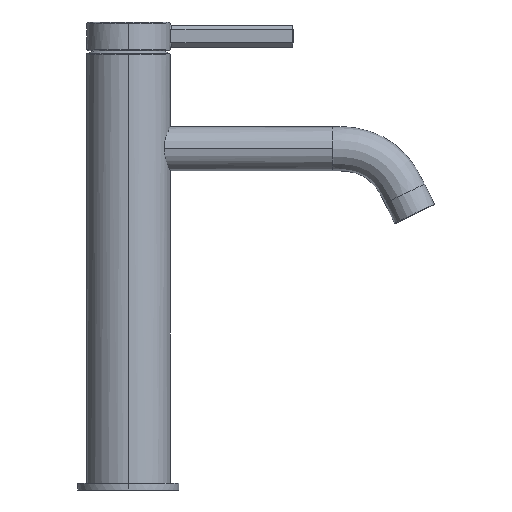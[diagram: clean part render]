
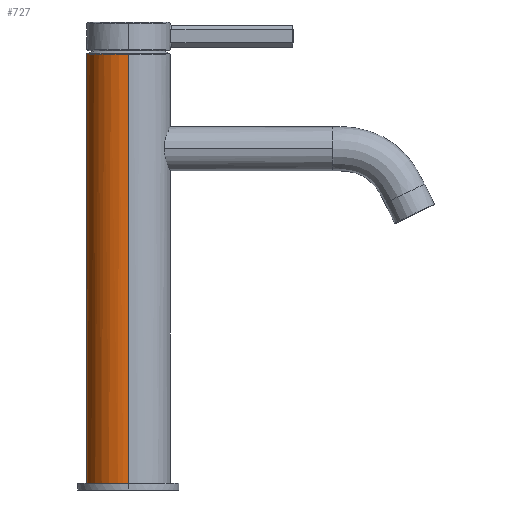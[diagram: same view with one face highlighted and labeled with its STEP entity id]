
A CAD part, left-side view. The second image highlights one B-rep face of the part: STEP entity #727.
In plain terms, the highlighted cylindrical face has radius 19 mm (diameter 38 mm), a partial arc.
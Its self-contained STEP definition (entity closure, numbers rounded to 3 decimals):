
#727=ADVANCED_FACE('',(#2004),#19633,.T.);
#2004=FACE_OUTER_BOUND('',#3317,.T.);
#3317=EDGE_LOOP('',(#6487,#6488,#6489,#6490));
#6487=ORIENTED_EDGE('',*,*,#11846,.F.);
#6488=ORIENTED_EDGE('',*,*,#11936,.T.);
#6489=ORIENTED_EDGE('',*,*,#11848,.F.);
#6490=ORIENTED_EDGE('',*,*,#11849,.T.);
#11846=EDGE_CURVE('',#17825,#17905,#14390,.T.);
#11848=EDGE_CURVE('',#17906,#17822,#14391,.T.);
#11849=EDGE_CURVE('',#17906,#17905,#16306,.T.);
#11936=EDGE_CURVE('',#17825,#17822,#16367,.T.);
#14390=B_SPLINE_CURVE_WITH_KNOTS('',1,(#50025,#50026),.UNSPECIFIED.,.F.,
 .F.,(2,2),(0.,194.8),.UNSPECIFIED.);
#14391=B_SPLINE_CURVE_WITH_KNOTS('',1,(#50032,#50033),.UNSPECIFIED.,.F.,
 .F.,(2,2),(0.,194.8),.UNSPECIFIED.);
#16306=(
BOUNDED_CURVE()
B_SPLINE_CURVE(2,(#50034,#50035,#50036,#50037,#50038),.UNSPECIFIED.,.F.,
 .F.)
B_SPLINE_CURVE_WITH_KNOTS((3,2,3),(0.,29.845,59.69),
 .UNSPECIFIED.)
CURVE()
GEOMETRIC_REPRESENTATION_ITEM()
RATIONAL_B_SPLINE_CURVE((1.,0.707,1.,0.707,1.))
REPRESENTATION_ITEM('')
);
#16367=(
BOUNDED_CURVE()
B_SPLINE_CURVE(2,(#50421,#50422,#50423,#50424,#50425),.UNSPECIFIED.,.F.,
 .F.)
B_SPLINE_CURVE_WITH_KNOTS((3,2,3),(59.062,88.593,118.124),
 .UNSPECIFIED.)
CURVE()
GEOMETRIC_REPRESENTATION_ITEM()
RATIONAL_B_SPLINE_CURVE((1.,0.707,1.,0.707,1.))
REPRESENTATION_ITEM('')
);
#17822=VERTEX_POINT('',#49378);
#17825=VERTEX_POINT('',#49381);
#17905=VERTEX_POINT('',#49461);
#17906=VERTEX_POINT('',#49462);
#19633=CYLINDRICAL_SURFACE('',#22018,19.);
#22018=AXIS2_PLACEMENT_3D('',#48003,#22675,$);
#22675=DIRECTION('',(0.,-1.,0.));
#48003=CARTESIAN_POINT('',(0.,97.4,0.));
#49378=CARTESIAN_POINT('',(0.,194.8,-19.));
#49381=CARTESIAN_POINT('',(0.,194.8,19.));
#49461=CARTESIAN_POINT('',(0.,0.,19.));
#49462=CARTESIAN_POINT('',(0.,0.,-19.));
#50025=CARTESIAN_POINT('',(0.,194.8,19.));
#50026=CARTESIAN_POINT('',(0.,0.,19.));
#50032=CARTESIAN_POINT('',(0.,0.,-19.));
#50033=CARTESIAN_POINT('',(0.,194.8,-19.));
#50034=CARTESIAN_POINT('',(0.,0.,-19.));
#50035=CARTESIAN_POINT('',(-19.,0.,-19.));
#50036=CARTESIAN_POINT('',(-19.,0.,0.));
#50037=CARTESIAN_POINT('',(-19.,0.,19.));
#50038=CARTESIAN_POINT('',(0.,0.,19.));
#50421=CARTESIAN_POINT('',(0.,194.8,19.));
#50422=CARTESIAN_POINT('',(-19.,194.8,19.));
#50423=CARTESIAN_POINT('',(-19.,194.8,0.));
#50424=CARTESIAN_POINT('',(-19.,194.8,-19.));
#50425=CARTESIAN_POINT('',(0.,194.8,-19.));
